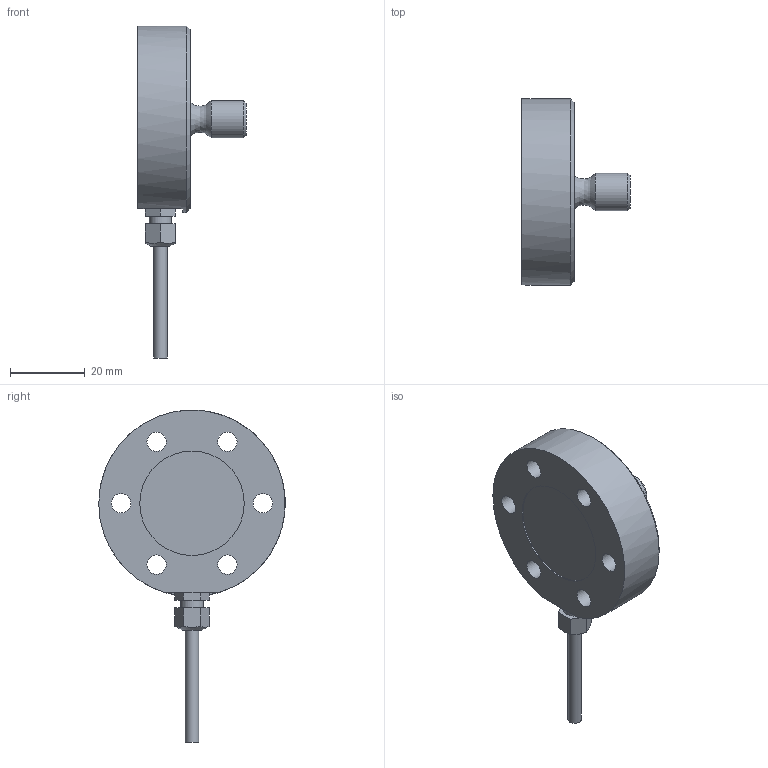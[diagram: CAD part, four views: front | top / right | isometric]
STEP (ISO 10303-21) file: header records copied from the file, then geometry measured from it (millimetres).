
FILE_DESCRIPTION((''),'2;1');
FILE_NAME('EMS40-10 - model.stp','2018-01-23T15:47:16',('PC'),(''),'Autodesk Inventor 2010','Autodesk Inventor 2010','');
FILE_SCHEMA(('AUTOMOTIVE_DESIGN { 1 0 10303 214 1 1 1 1 }'));
Length unit declared in the file: millimetre
Products named in the file (1): EMS40-10 - model
Bounding box: 29 x 50 x 89 mm (x, y, z)
Volume: 26470.5 mm3; surface area: 8309.6 mm2
Topology: 1 solids, 1 shells, 52 faces, 132 edges, 89 vertices
Faces by surface type: plane 23, cylinder 17, bspline 8, cone 4
Full cylindrical faces by diameter (mm): 3.6 x1, 6 x1, 10 x1, 28 x1, 50 x1
Entity records: 1648 total; most frequent: CARTESIAN_POINT 459, DIRECTION 244, ORIENTED_EDGE 212, EDGE_CURVE 106, AXIS2_PLACEMENT_3D 99, EDGE_LOOP 88, VERTEX_POINT 80, CIRCLE 54
